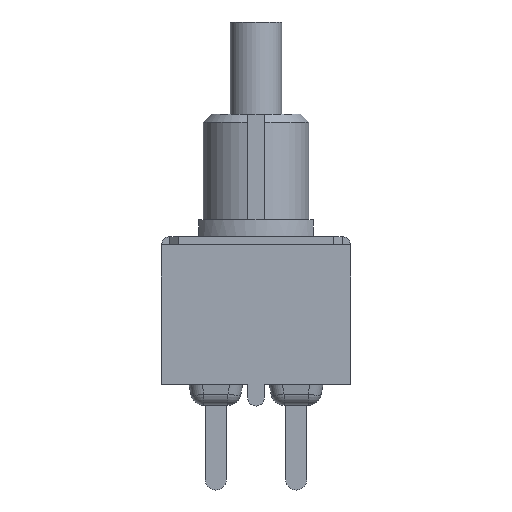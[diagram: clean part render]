
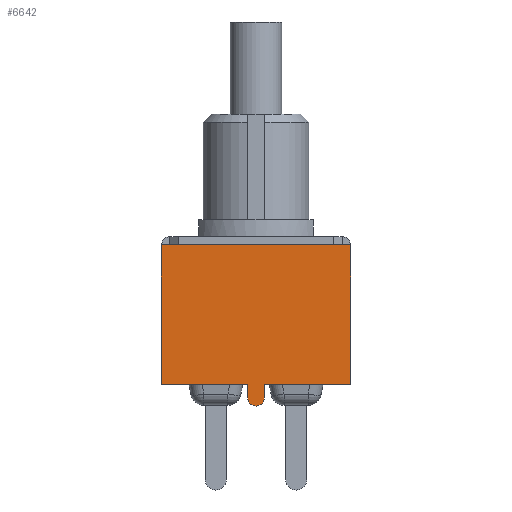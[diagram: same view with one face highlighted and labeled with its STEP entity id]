
A CAD part, left-side view. The second image highlights one B-rep face of the part: STEP entity #6642.
In plain terms, the highlighted planar face has unit normal (-1, 0, 0).
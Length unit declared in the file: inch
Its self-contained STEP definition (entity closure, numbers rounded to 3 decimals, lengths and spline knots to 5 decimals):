
#410=CIRCLE('',#7168,0.02008);
#759=FACE_OUTER_BOUND('',#1152,.T.);
#1152=EDGE_LOOP('',(#5772,#5773,#5774,#5775,#5776,#5777,#5778,#5779,#5780,
#5781));
#1595=LINE('',#10477,#2229);
#1711=LINE('',#11094,#2345);
#1717=LINE('',#11107,#2351);
#1899=LINE('',#11702,#2533);
#1900=LINE('',#11704,#2534);
#1901=LINE('',#11705,#2535);
#1902=LINE('',#11707,#2536);
#1903=LINE('',#11709,#2537);
#1904=LINE('',#11710,#2538);
#2229=VECTOR('',#7724,0.3937);
#2345=VECTOR('',#8020,0.3937);
#2351=VECTOR('',#8032,0.3937);
#2533=VECTOR('',#8698,0.3937);
#2534=VECTOR('',#8699,0.3937);
#2535=VECTOR('',#8700,0.3937);
#2536=VECTOR('',#8701,0.3937);
#2537=VECTOR('',#8702,0.3937);
#2538=VECTOR('',#8703,0.3937);
#2897=VERTEX_POINT('',#10474);
#2898=VERTEX_POINT('',#10476);
#2989=VERTEX_POINT('',#11092);
#2993=VERTEX_POINT('',#11106);
#3162=VERTEX_POINT('',#11698);
#3163=VERTEX_POINT('',#11699);
#3164=VERTEX_POINT('',#11701);
#3165=VERTEX_POINT('',#11703);
#3166=VERTEX_POINT('',#11706);
#3167=VERTEX_POINT('',#11708);
#3611=EDGE_CURVE('',#2898,#2897,#1595,.T.);
#3786=EDGE_CURVE('',#2897,#2989,#1711,.T.);
#3792=EDGE_CURVE('',#2993,#2898,#1717,.T.);
#4082=EDGE_CURVE('',#3162,#3163,#410,.T.);
#4083=EDGE_CURVE('',#3164,#3162,#1899,.T.);
#4084=EDGE_CURVE('',#3165,#3164,#1900,.T.);
#4085=EDGE_CURVE('',#3165,#2993,#1901,.T.);
#4086=EDGE_CURVE('',#3166,#2989,#1902,.T.);
#4087=EDGE_CURVE('',#3167,#3166,#1903,.T.);
#4088=EDGE_CURVE('',#3167,#3163,#1904,.T.);
#5772=ORIENTED_EDGE('',*,*,#4082,.F.);
#5773=ORIENTED_EDGE('',*,*,#4083,.F.);
#5774=ORIENTED_EDGE('',*,*,#4084,.F.);
#5775=ORIENTED_EDGE('',*,*,#4085,.T.);
#5776=ORIENTED_EDGE('',*,*,#3792,.T.);
#5777=ORIENTED_EDGE('',*,*,#3611,.T.);
#5778=ORIENTED_EDGE('',*,*,#3786,.T.);
#5779=ORIENTED_EDGE('',*,*,#4086,.F.);
#5780=ORIENTED_EDGE('',*,*,#4087,.F.);
#5781=ORIENTED_EDGE('',*,*,#4088,.T.);
#6277=PLANE('',#7167);
#6642=ADVANCED_FACE('',(#759),#6277,.T.);
#7167=AXIS2_PLACEMENT_3D('',#11697,#8694,#8695);
#7168=AXIS2_PLACEMENT_3D('',#11700,#8696,#8697);
#7724=DIRECTION('',(0.,1.,0.));
#8020=DIRECTION('',(0.,1.,0.));
#8032=DIRECTION('',(0.,1.,0.));
#8694=DIRECTION('center_axis',(-1.,0.,0.));
#8695=DIRECTION('ref_axis',(0.,0.,-1.));
#8696=DIRECTION('center_axis',(1.,0.,0.));
#8697=DIRECTION('ref_axis',(0.,-0.707,-0.707));
#8698=DIRECTION('',(0.,0.,-1.));
#8699=DIRECTION('',(0.,1.,0.));
#8700=DIRECTION('',(0.,0.,1.));
#8701=DIRECTION('',(0.,0.,1.));
#8702=DIRECTION('',(0.,1.,0.));
#8703=DIRECTION('',(0.,0.,-1.));
#10474=CARTESIAN_POINT('',(-0.25,0.18425,0.33071));
#10476=CARTESIAN_POINT('',(-0.25,-0.18425,0.33071));
#10477=CARTESIAN_POINT('',(-0.25,-0.225,0.33071));
#11092=CARTESIAN_POINT('',(-0.25,0.225,0.33071));
#11094=CARTESIAN_POINT('',(-0.25,-0.225,0.33071));
#11106=CARTESIAN_POINT('',(-0.25,-0.225,0.33071));
#11107=CARTESIAN_POINT('',(-0.25,-0.225,0.33071));
#11697=CARTESIAN_POINT('Origin',(-0.25,-0.225,0.));
#11698=CARTESIAN_POINT('',(-0.25,-0.02008,-0.0311));
#11699=CARTESIAN_POINT('',(-0.25,0.02008,-0.0311));
#11700=CARTESIAN_POINT('Origin',(-0.25,0.,
-0.0311));
#11701=CARTESIAN_POINT('',(-0.25,-0.02008,0.));
#11702=CARTESIAN_POINT('',(-0.25,-0.02008,0.));
#11703=CARTESIAN_POINT('',(-0.25,-0.225,0.));
#11704=CARTESIAN_POINT('',(-0.25,-0.225,0.));
#11705=CARTESIAN_POINT('',(-0.25,-0.225,0.));
#11706=CARTESIAN_POINT('',(-0.25,0.225,0.));
#11707=CARTESIAN_POINT('',(-0.25,0.225,0.));
#11708=CARTESIAN_POINT('',(-0.25,0.02008,0.));
#11709=CARTESIAN_POINT('',(-0.25,-0.225,0.));
#11710=CARTESIAN_POINT('',(-0.25,0.02008,0.));
